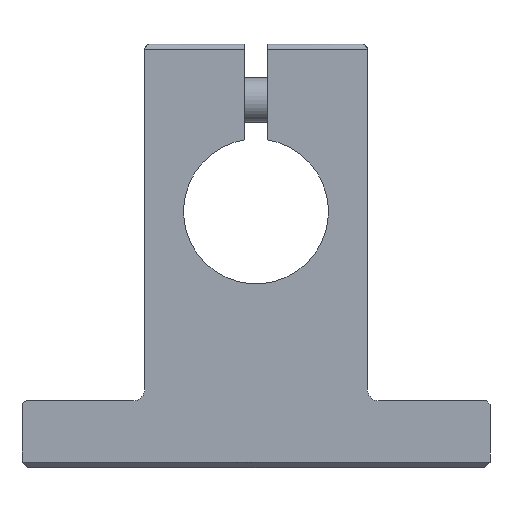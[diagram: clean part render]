
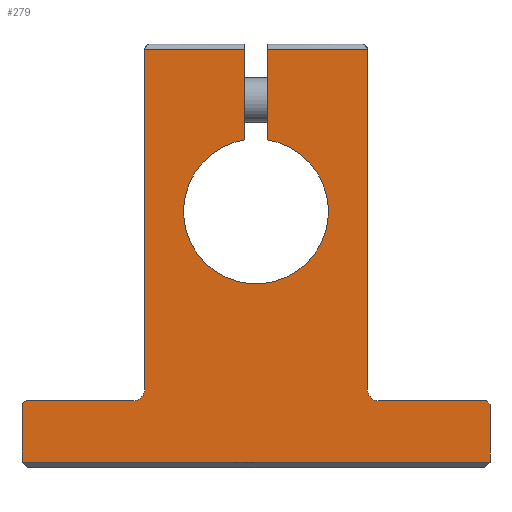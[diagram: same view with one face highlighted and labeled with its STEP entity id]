
A CAD part, left-side view. The second image highlights one B-rep face of the part: STEP entity #279.
In plain terms, the highlighted planar face has unit normal (-1, 0, 0).
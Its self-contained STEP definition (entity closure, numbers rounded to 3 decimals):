
#163=FACE_OUTER_BOUND('',#573,.T.);
#279=ADVANCED_FACE('',(#163),#395,.F.);
#395=PLANE('',#2355);
#475=CIRCLE('',#2351,1.);
#476=CIRCLE('',#2352,0.5);
#477=CIRCLE('',#2353,1.);
#478=CIRCLE('',#2354,6.5);
#573=EDGE_LOOP('',(#834,#835,#836,#837,#838,#839,#840,#841,#842,#843,#844,
#845,#846,#847,#848,#849));
#834=ORIENTED_EDGE('',*,*,#1607,.F.);
#835=ORIENTED_EDGE('',*,*,#1614,.F.);
#836=ORIENTED_EDGE('',*,*,#1615,.F.);
#837=ORIENTED_EDGE('',*,*,#1616,.F.);
#838=ORIENTED_EDGE('',*,*,#1617,.F.);
#839=ORIENTED_EDGE('',*,*,#1618,.F.);
#840=ORIENTED_EDGE('',*,*,#1619,.F.);
#841=ORIENTED_EDGE('',*,*,#1620,.F.);
#842=ORIENTED_EDGE('',*,*,#1621,.F.);
#843=ORIENTED_EDGE('',*,*,#1622,.F.);
#844=ORIENTED_EDGE('',*,*,#1623,.F.);
#845=ORIENTED_EDGE('',*,*,#1624,.F.);
#846=ORIENTED_EDGE('',*,*,#1625,.F.);
#847=ORIENTED_EDGE('',*,*,#1626,.F.);
#848=ORIENTED_EDGE('',*,*,#1627,.F.);
#849=ORIENTED_EDGE('',*,*,#1628,.F.);
#1394=VERTEX_POINT('',#3750);
#1397=VERTEX_POINT('',#3755);
#1400=VERTEX_POINT('',#3770);
#1401=VERTEX_POINT('',#3772);
#1402=VERTEX_POINT('',#3774);
#1403=VERTEX_POINT('',#3776);
#1404=VERTEX_POINT('',#3778);
#1405=VERTEX_POINT('',#3780);
#1406=VERTEX_POINT('',#3782);
#1407=VERTEX_POINT('',#3784);
#1408=VERTEX_POINT('',#3786);
#1409=VERTEX_POINT('',#3788);
#1410=VERTEX_POINT('',#3790);
#1411=VERTEX_POINT('',#3792);
#1412=VERTEX_POINT('',#3794);
#1413=VERTEX_POINT('',#3796);
#1607=EDGE_CURVE('',#1397,#1394,#2004,.T.);
#1614=EDGE_CURVE('',#1400,#1397,#2009,.T.);
#1615=EDGE_CURVE('',#1401,#1400,#475,.T.);
#1616=EDGE_CURVE('',#1402,#1401,#2010,.T.);
#1617=EDGE_CURVE('',#1403,#1402,#476,.T.);
#1618=EDGE_CURVE('',#1404,#1403,#2011,.T.);
#1619=EDGE_CURVE('',#1405,#1404,#2012,.T.);
#1620=EDGE_CURVE('',#1406,#1405,#2013,.T.);
#1621=EDGE_CURVE('',#1407,#1406,#2014,.T.);
#1622=EDGE_CURVE('',#1408,#1407,#2015,.T.);
#1623=EDGE_CURVE('',#1409,#1408,#477,.T.);
#1624=EDGE_CURVE('',#1410,#1409,#2016,.T.);
#1625=EDGE_CURVE('',#1411,#1410,#2017,.T.);
#1626=EDGE_CURVE('',#1412,#1411,#2018,.T.);
#1627=EDGE_CURVE('',#1413,#1412,#478,.T.);
#1628=EDGE_CURVE('',#1394,#1413,#2019,.T.);
#2004=LINE('',#3756,#2179);
#2009=LINE('',#3769,#2184);
#2010=LINE('',#3773,#2185);
#2011=LINE('',#3777,#2186);
#2012=LINE('',#3779,#2187);
#2013=LINE('',#3781,#2188);
#2014=LINE('',#3783,#2189);
#2015=LINE('',#3785,#2190);
#2016=LINE('',#3789,#2191);
#2017=LINE('',#3791,#2192);
#2018=LINE('',#3793,#2193);
#2019=LINE('',#3797,#2194);
#2179=VECTOR('',#2571,1.);
#2184=VECTOR('',#2588,1.);
#2185=VECTOR('',#2591,1.);
#2186=VECTOR('',#2594,1.);
#2187=VECTOR('',#2595,1.);
#2188=VECTOR('',#2596,1.);
#2189=VECTOR('',#2597,1.);
#2190=VECTOR('',#2598,1.);
#2191=VECTOR('',#2601,1.);
#2192=VECTOR('',#2602,1.);
#2193=VECTOR('',#2603,1.);
#2194=VECTOR('',#2606,1.);
#2351=AXIS2_PLACEMENT_3D('',#3771,#2589,#2590);
#2352=AXIS2_PLACEMENT_3D('',#3775,#2592,#2593);
#2353=AXIS2_PLACEMENT_3D('',#3787,#2599,#2600);
#2354=AXIS2_PLACEMENT_3D('',#3795,#2604,#2605);
#2355=AXIS2_PLACEMENT_3D('',#3798,#2607,#2608);
#2571=DIRECTION('',(0.,-1.,0.));
#2588=DIRECTION('',(0.,0.,1.));
#2589=DIRECTION('',(-1.,0.,0.));
#2590=DIRECTION('',(0.,-0.707,-0.707));
#2591=DIRECTION('',(0.,-1.,0.));
#2592=DIRECTION('',(1.,0.,0.));
#2593=DIRECTION('',(0.,0.707,0.707));
#2594=DIRECTION('',(0.,0.,1.));
#2595=DIRECTION('',(0.,1.,0.));
#2596=DIRECTION('',(0.,0.,-1.));
#2597=DIRECTION('',(0.,-0.707,-0.707));
#2598=DIRECTION('',(0.,-1.,0.));
#2599=DIRECTION('',(-1.,0.,0.));
#2600=DIRECTION('',(0.,0.707,-0.707));
#2601=DIRECTION('',(0.,0.,-1.));
#2602=DIRECTION('',(0.,-1.,0.));
#2603=DIRECTION('',(0.,0.,1.));
#2604=DIRECTION('',(-1.,0.,0.));
#2605=DIRECTION('',(0.,-1.,0.));
#2606=DIRECTION('',(0.,0.,-1.));
#2607=DIRECTION('',(1.,0.,0.));
#2608=DIRECTION('',(0.,0.,-1.));
#3750=CARTESIAN_POINT('',(0.,1.,14.5));
#3755=CARTESIAN_POINT('',(0.,10.,14.5));
#3756=CARTESIAN_POINT('',(0.,10.,14.5));
#3769=CARTESIAN_POINT('',(0.,10.,-16.));
#3770=CARTESIAN_POINT('',(0.,10.,-16.));
#3771=CARTESIAN_POINT('',(0.,11.,-16.));
#3772=CARTESIAN_POINT('',(0.,11.,-17.));
#3773=CARTESIAN_POINT('',(0.,20.5,-17.));
#3774=CARTESIAN_POINT('',(0.,20.5,-17.));
#3775=CARTESIAN_POINT('',(0.,20.5,-17.5));
#3776=CARTESIAN_POINT('',(0.,21.,-17.5));
#3777=CARTESIAN_POINT('',(0.,21.,-22.5));
#3778=CARTESIAN_POINT('',(0.,21.,-22.5));
#3779=CARTESIAN_POINT('',(0.,-21.,-22.5));
#3780=CARTESIAN_POINT('',(0.,-21.,-22.5));
#3781=CARTESIAN_POINT('',(0.,-21.,-17.3));
#3782=CARTESIAN_POINT('',(0.,-21.,-17.3));
#3783=CARTESIAN_POINT('',(0.,-20.7,-17.));
#3784=CARTESIAN_POINT('',(0.,-20.7,-17.));
#3785=CARTESIAN_POINT('',(0.,-11.,-17.));
#3786=CARTESIAN_POINT('',(0.,-11.,-17.));
#3787=CARTESIAN_POINT('',(0.,-11.,-16.));
#3788=CARTESIAN_POINT('',(0.,-10.,-16.));
#3789=CARTESIAN_POINT('',(0.,-10.,14.5));
#3790=CARTESIAN_POINT('',(0.,-10.,14.5));
#3791=CARTESIAN_POINT('',(0.,-1.,14.5));
#3792=CARTESIAN_POINT('',(0.,-1.,14.5));
#3793=CARTESIAN_POINT('',(0.,-1.,6.423));
#3794=CARTESIAN_POINT('',(0.,-1.,6.423));
#3795=CARTESIAN_POINT('',(0.,0.,0.));
#3796=CARTESIAN_POINT('',(0.,1.,6.423));
#3797=CARTESIAN_POINT('',(0.,1.,14.5));
#3798=CARTESIAN_POINT('',(0.,0.,-5.51));
